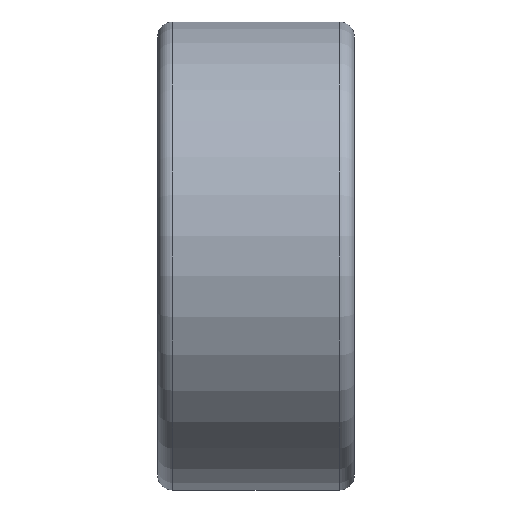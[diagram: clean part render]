
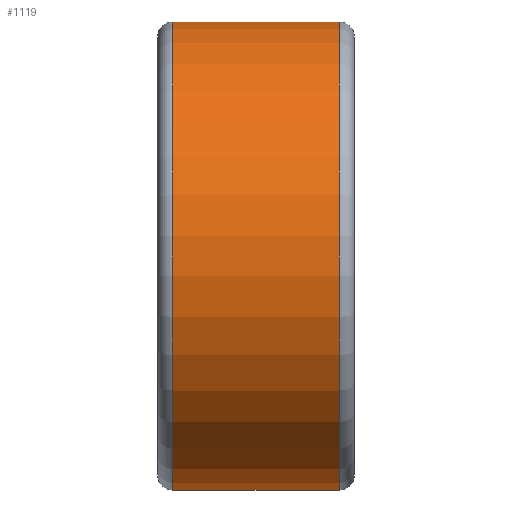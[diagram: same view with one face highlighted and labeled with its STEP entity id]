
A CAD part, left-side view. The second image highlights one B-rep face of the part: STEP entity #1119.
In plain terms, the highlighted cylindrical face has radius 7.75 mm (diameter 15.5 mm), a partial arc.
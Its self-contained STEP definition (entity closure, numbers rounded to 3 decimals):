
#164=FACE_OUTER_BOUND('',#242,.T.);
#242=EDGE_LOOP('',(#893,#894,#895,#896));
#319=LINE('',#4686,#372);
#320=LINE('',#4690,#373);
#372=VECTOR('',#1442,5.5);
#373=VECTOR('',#1445,5.5);
#407=CIRCLE('',#1232,7.75);
#408=CIRCLE('',#1233,7.75);
#514=VERTEX_POINT('',#4684);
#515=VERTEX_POINT('',#4685);
#516=VERTEX_POINT('',#4687);
#517=VERTEX_POINT('',#4689);
#646=EDGE_CURVE('',#514,#515,#319,.T.);
#647=EDGE_CURVE('',#515,#516,#407,.F.);
#648=EDGE_CURVE('',#517,#516,#320,.T.);
#649=EDGE_CURVE('',#517,#514,#408,.T.);
#893=ORIENTED_EDGE('',*,*,#646,.T.);
#894=ORIENTED_EDGE('',*,*,#647,.T.);
#895=ORIENTED_EDGE('',*,*,#648,.F.);
#896=ORIENTED_EDGE('',*,*,#649,.T.);
#1072=CYLINDRICAL_SURFACE('',#1231,7.75);
#1119=ADVANCED_FACE('',(#164),#1072,.T.);
#1231=AXIS2_PLACEMENT_3D('',#4683,#1440,#1441);
#1232=AXIS2_PLACEMENT_3D('',#4688,#1443,#1444);
#1233=AXIS2_PLACEMENT_3D('',#4691,#1446,#1447);
#1440=DIRECTION('center_axis',(0.,-1.,0.));
#1441=DIRECTION('ref_axis',(-1.,0.,0.));
#1442=DIRECTION('',(0.,-1.,0.));
#1443=DIRECTION('center_axis',(0.,-1.,0.));
#1444=DIRECTION('ref_axis',(0.,0.,-1.));
#1445=DIRECTION('',(0.,-1.,0.));
#1446=DIRECTION('center_axis',(0.,-1.,0.));
#1447=DIRECTION('ref_axis',(0.,0.,-1.));
#4683=CARTESIAN_POINT('Origin',(-18.5,3.25,0.));
#4684=CARTESIAN_POINT('',(-14.069,2.75,-6.358));
#4685=CARTESIAN_POINT('',(-14.069,-2.75,-6.358));
#4686=CARTESIAN_POINT('',(-14.069,2.75,-6.358));
#4687=CARTESIAN_POINT('',(-14.069,-2.75,6.358));
#4688=CARTESIAN_POINT('Origin',(-18.5,-2.75,0.));
#4689=CARTESIAN_POINT('',(-14.069,2.75,6.358));
#4690=CARTESIAN_POINT('',(-14.069,2.75,6.358));
#4691=CARTESIAN_POINT('Origin',(-18.5,2.75,0.));
